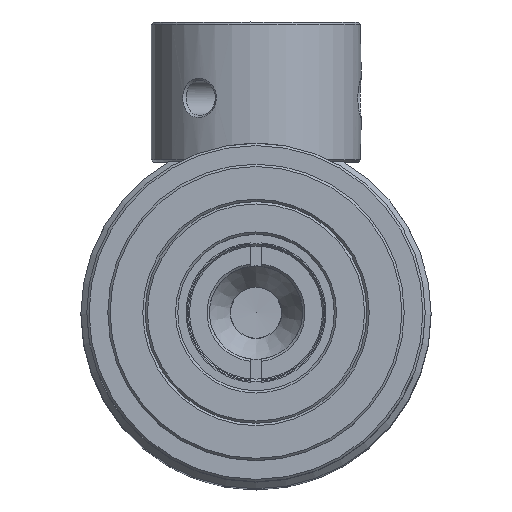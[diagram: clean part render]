
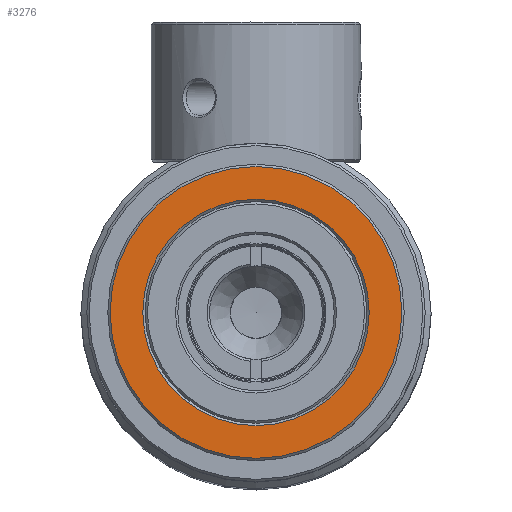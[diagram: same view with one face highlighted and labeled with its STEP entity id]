
A CAD part, top view. The second image highlights one B-rep face of the part: STEP entity #3276.
In plain terms, the highlighted planar face has unit normal (0, 0, 1).
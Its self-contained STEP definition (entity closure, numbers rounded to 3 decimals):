
#2709=PLANE('',#10236);
#3276=ADVANCED_FACE('',(#3818,#3819),#2709,.T.);
#3818=FACE_BOUND('',#4656,.T.);
#3819=FACE_BOUND('',#4657,.T.);
#4656=EDGE_LOOP('',(#7122));
#4657=EDGE_LOOP('',(#7123));
#7122=ORIENTED_EDGE('',*,*,#9279,.T.);
#7123=ORIENTED_EDGE('',*,*,#9280,.T.);
#8046=VERTEX_POINT('',#21657);
#8047=VERTEX_POINT('',#21659);
#9279=EDGE_CURVE('',#8046,#8046,#9558,.T.);
#9280=EDGE_CURVE('',#8047,#8047,#9559,.T.);
#9558=CIRCLE('',#10234,9.7);
#9559=CIRCLE('',#10235,12.5);
#10234=AXIS2_PLACEMENT_3D('',#21656,#12179,#12180);
#10235=AXIS2_PLACEMENT_3D('',#21658,#12181,#12182);
#10236=AXIS2_PLACEMENT_3D('',#21660,#12183,#12184);
#12179=DIRECTION('',(0.,0.,-1.));
#12180=DIRECTION('',(0.,-1.,0.));
#12181=DIRECTION('',(0.,0.,1.));
#12182=DIRECTION('',(0.,-1.,0.));
#12183=DIRECTION('',(0.,0.,1.));
#12184=DIRECTION('',(0.,-1.,0.));
#21656=CARTESIAN_POINT('',(0.,0.,120.474));
#21657=CARTESIAN_POINT('',(0.,-9.7,120.474));
#21658=CARTESIAN_POINT('',(0.,0.,120.474));
#21659=CARTESIAN_POINT('',(0.,-12.5,120.474));
#21660=CARTESIAN_POINT('',(0.,12.7,120.474));
